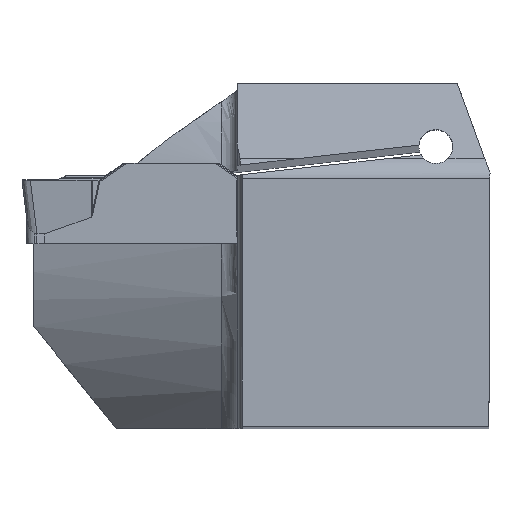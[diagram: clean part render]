
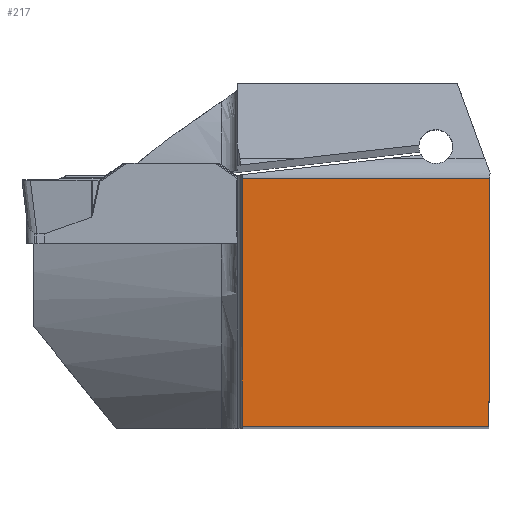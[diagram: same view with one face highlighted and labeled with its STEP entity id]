
A CAD part, top view. The second image highlights one B-rep face of the part: STEP entity #217.
In plain terms, the highlighted planar face has unit normal (0, 0, 1).
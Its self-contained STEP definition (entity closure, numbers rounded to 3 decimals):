
#146=PLANE('',#2493);
#217=ADVANCED_FACE('CU_BACK_SU1',(#352),#146,.F.);
#352=FACE_OUTER_BOUND('',#466,.T.);
#466=EDGE_LOOP('',(#882,#883,#884,#885));
#882=ORIENTED_EDGE('',*,*,#1680,.T.);
#883=ORIENTED_EDGE('',*,*,#1654,.T.);
#884=ORIENTED_EDGE('',*,*,#1719,.T.);
#885=ORIENTED_EDGE('',*,*,#1708,.F.);
#1424=VERTEX_POINT('',#3250);
#1425=VERTEX_POINT('',#3252);
#1444=VERTEX_POINT('',#3332);
#1462=VERTEX_POINT('',#3415);
#1654=EDGE_CURVE('',#1425,#1424,#1964,.T.);
#1680=EDGE_CURVE('',#1444,#1425,#1980,.T.);
#1708=EDGE_CURVE('',#1444,#1462,#1999,.T.);
#1719=EDGE_CURVE('',#1424,#1462,#2005,.T.);
#1964=LINE('',#3251,#2161);
#1980=LINE('',#3331,#2177);
#1999=LINE('',#3414,#2196);
#2005=LINE('',#3442,#2202);
#2161=VECTOR('',#2645,1.);
#2177=VECTOR('',#2687,1.);
#2196=VECTOR('',#2728,1.);
#2202=VECTOR('',#2758,1.);
#2493=AXIS2_PLACEMENT_3D('',#3443,#2759,#2760);
#2645=DIRECTION('',(0.004,1.,0.));
#2687=DIRECTION('',(1.,0.,0.));
#2728=DIRECTION('',(0.,1.,0.));
#2758=DIRECTION('',(-1.,0.,0.));
#2759=DIRECTION('',(0.,0.,-1.));
#2760=DIRECTION('',(0.,-1.,0.));
#3250=CARTESIAN_POINT('',(0.,24.875,0.));
#3251=CARTESIAN_POINT('',(0.088,44.976,0.));
#3252=CARTESIAN_POINT('',(-0.109,0.,0.));
#3331=CARTESIAN_POINT('',(23.244,0.,0.));
#3332=CARTESIAN_POINT('',(-24.875,0.,0.));
#3414=CARTESIAN_POINT('',(-24.875,44.875,0.));
#3415=CARTESIAN_POINT('',(-24.875,24.875,0.));
#3442=CARTESIAN_POINT('',(23.244,24.875,0.));
#3443=CARTESIAN_POINT('',(23.244,44.875,0.));
